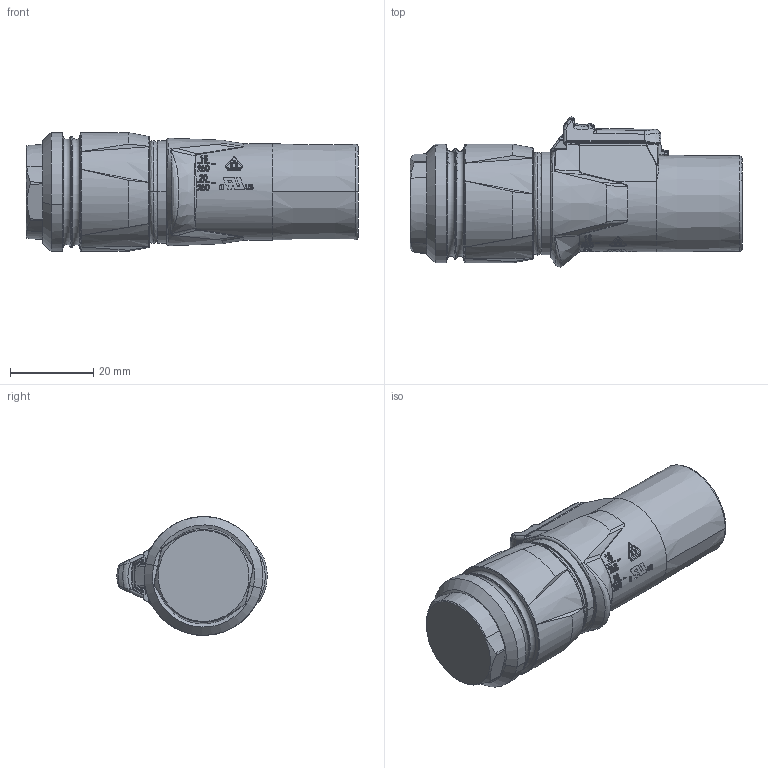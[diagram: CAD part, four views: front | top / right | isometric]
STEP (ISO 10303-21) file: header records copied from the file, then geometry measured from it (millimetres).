
FILE_DESCRIPTION((''),'2;1');
FILE_NAME('30012287','2025-05-28T10:15:34',('jun.zhang'),(''),'CREO PARAMETRIC BY PTC INC, 2023424','CREO PARAMETRIC BY PTC INC, 2023424','');
FILE_SCHEMA(('AUTOMOTIVE_DESIGN { 1 0 10303 214 1 1 1 1 }'));
Products named in the file (1): 30012287
Bounding box: 79.6 x 36.01 x 28.49 mm (x, y, z)
Volume: 38821.4 mm3; surface area: 14787.3 mm2
Topology: 2 solids, 2 shells, 1264 faces, 3670 edges, 2350 vertices
Faces by surface type: bspline 499, plane 314, cylinder 243, torus 92, cone 87, sphere 14, extrusion 9, revolution 6
Entity records: 79913 total; most frequent: CARTESIAN_POINT 43577, ORIENTED_EDGE 7316, DIRECTION 4102, EDGE_CURVE 3658, VERTEX_POINT 2350, B_SPLINE_CURVE_WITH_KNOTS 1839, AXIS2_PLACEMENT_3D 1502, EDGE_LOOP 1328
